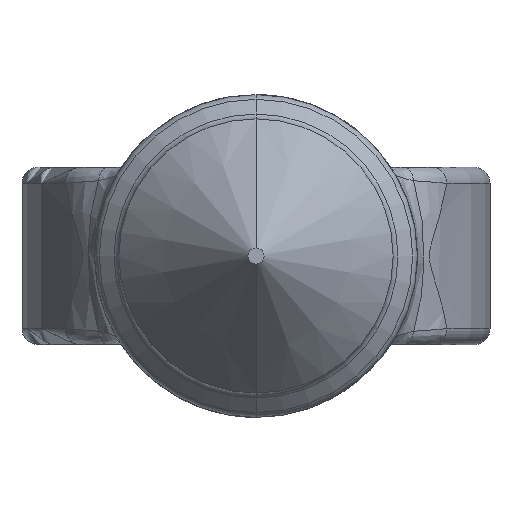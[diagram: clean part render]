
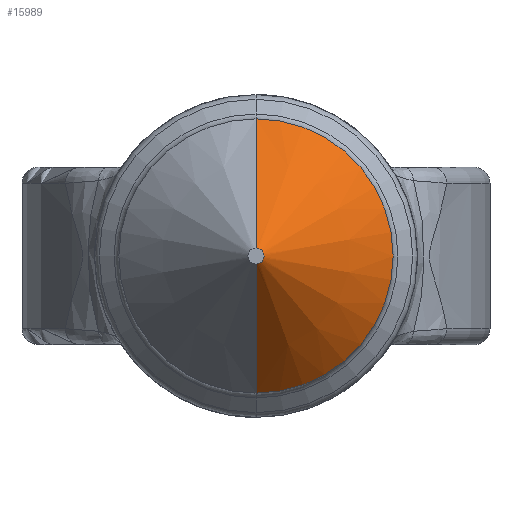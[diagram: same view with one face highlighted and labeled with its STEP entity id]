
A CAD part, front view. The second image highlights one B-rep face of the part: STEP entity #15989.
In plain terms, the highlighted conical face has half-angle 38.66 degrees and reference radius 0.25 mm.
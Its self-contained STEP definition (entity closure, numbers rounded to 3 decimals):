
#620 = DIRECTION ( 'NONE',  ( 0., 0., -1. ) ) ;
#639 = VECTOR ( 'NONE', #10535, 1000. ) ;
#1815 = LINE ( 'NONE', #13117, #5556 ) ;
#1891 = DIRECTION ( 'NONE',  ( 0., 0., 1. ) ) ;
#2599 = LINE ( 'NONE', #10745, #639 ) ;
#3251 = EDGE_CURVE ( 'NONE', #10251, #11468, #1815, .T. ) ;
#3900 = CARTESIAN_POINT ( 'NONE',  ( 0., 0., -0.25 ) ) ;
#4089 = CARTESIAN_POINT ( 'NONE',  ( 0., 5., 0. ) ) ;
#4914 = VERTEX_POINT ( 'NONE', #13104 ) ;
#5272 = ORIENTED_EDGE ( 'NONE', *, *, #14365, .T. ) ;
#5308 = DIRECTION ( 'NONE',  ( 0., -1., 0. ) ) ;
#5556 = VECTOR ( 'NONE', #6901, 1000. ) ;
#5800 = DIRECTION ( 'NONE',  ( 0., 1., 0. ) ) ;
#6504 = ORIENTED_EDGE ( 'NONE', *, *, #3251, .T. ) ;
#6855 = CONICAL_SURFACE ( 'NONE', #15400, 0.25, 0.675 ) ;
#6901 = DIRECTION ( 'NONE',  ( 0., 0.781, -0.625 ) ) ;
#6968 = CARTESIAN_POINT ( 'NONE',  ( 0., 0., 0. ) ) ;
#7092 = CARTESIAN_POINT ( 'NONE',  ( 0., 0., 0. ) ) ;
#7222 = EDGE_LOOP ( 'NONE', ( #14112, #6504, #5272, #12202 ) ) ;
#7740 = CIRCLE ( 'NONE', #12220, 0.25 ) ;
#8292 = AXIS2_PLACEMENT_3D ( 'NONE', #4089, #5308, #15187 ) ;
#8848 = CIRCLE ( 'NONE', #8292, 4.25 ) ;
#9757 = VERTEX_POINT ( 'NONE', #14963 ) ;
#9955 = EDGE_CURVE ( 'NONE', #10251, #9757, #7740, .T. ) ;
#10251 = VERTEX_POINT ( 'NONE', #3900 ) ;
#10535 = DIRECTION ( 'NONE',  ( 0., 0.781, 0.625 ) ) ;
#10745 = CARTESIAN_POINT ( 'NONE',  ( 0., 0., 0.25 ) ) ;
#11468 = VERTEX_POINT ( 'NONE', #13585 ) ;
#12202 = ORIENTED_EDGE ( 'NONE', *, *, #12371, .F. ) ;
#12220 = AXIS2_PLACEMENT_3D ( 'NONE', #6968, #13076, #620 ) ;
#12371 = EDGE_CURVE ( 'NONE', #9757, #4914, #2599, .T. ) ;
#13076 = DIRECTION ( 'NONE',  ( 0., -1., 0. ) ) ;
#13104 = CARTESIAN_POINT ( 'NONE',  ( 0., 5., 4.25 ) ) ;
#13117 = CARTESIAN_POINT ( 'NONE',  ( 0., 0., -0.25 ) ) ;
#13585 = CARTESIAN_POINT ( 'NONE',  ( 0., 5., -4.25 ) ) ;
#14112 = ORIENTED_EDGE ( 'NONE', *, *, #9955, .F. ) ;
#14365 = EDGE_CURVE ( 'NONE', #11468, #4914, #8848, .T. ) ;
#14963 = CARTESIAN_POINT ( 'NONE',  ( 0., 0., 0.25 ) ) ;
#15081 = FACE_OUTER_BOUND ( 'NONE', #7222, .T. ) ;
#15187 = DIRECTION ( 'NONE',  ( 0., 0., -1. ) ) ;
#15400 = AXIS2_PLACEMENT_3D ( 'NONE', #7092, #5800, #1891 ) ;
#15989 = ADVANCED_FACE ( 'NONE', ( #15081 ), #6855, .T. ) ;
